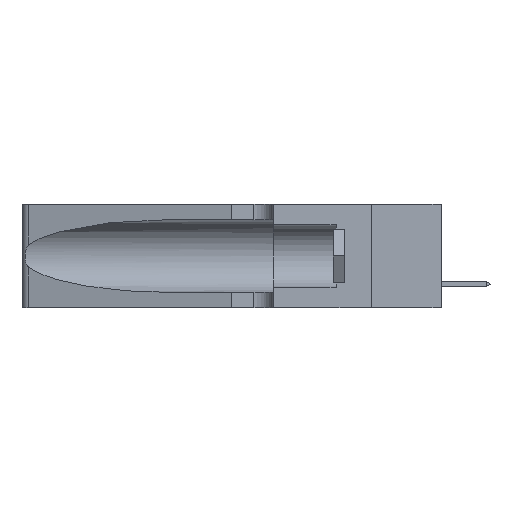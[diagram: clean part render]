
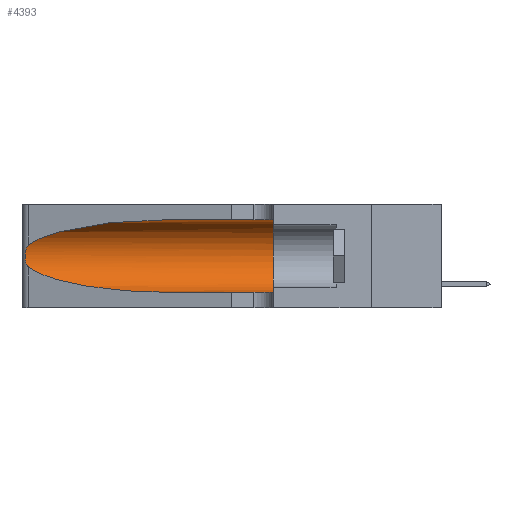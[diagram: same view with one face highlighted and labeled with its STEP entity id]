
A CAD part, left-side view. The second image highlights one B-rep face of the part: STEP entity #4393.
In plain terms, the highlighted cylindrical face has radius 3.308 mm (diameter 6.617 mm), a partial arc.
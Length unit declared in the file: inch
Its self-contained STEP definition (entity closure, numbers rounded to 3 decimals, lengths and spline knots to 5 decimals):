
#249 = CARTESIAN_POINT ( 'NONE',  ( 0.18966, 0.96281, 0.05475 ) ) ;
#397 = CARTESIAN_POINT ( 'NONE',  ( 0.1305, 1.61858, 0.31525 ) ) ;
#2577 = CARTESIAN_POINT ( 'NONE',  ( 0.1305, 1.61858, 0.05475 ) ) ;
#2705 = DIRECTION ( 'NONE',  ( 0., 1., 0. ) ) ;
#2730 = DIRECTION ( 'NONE',  ( 0., -1., 0. ) ) ;
#2972 = CARTESIAN_POINT ( 'NONE',  ( 0.1305, 0.35, 0.31525 ) ) ;
#3945 = DIRECTION ( 'NONE',  ( 0., -1., 0. ) ) ;
#4140 = VERTEX_POINT ( 'NONE', #2972 ) ;
#4393 = ADVANCED_FACE ( 'NONE', ( #27594 ), #36452, .F. ) ;
#5485 = CARTESIAN_POINT ( 'NONE',  ( 0.1305, 0.72297, 0.31525 ) ) ;
#5786 = CARTESIAN_POINT ( 'NONE',  ( 0.25487, 1.22718, 0.14631 ) ) ;
#5876 = DIRECTION ( 'NONE',  ( 0., 0., 1. ) ) ;
#5923 = CARTESIAN_POINT ( 'NONE',  ( 0.25639, 1.23184, 0.21858 ) ) ;
#7183 = EDGE_CURVE ( 'NONE', #4140, #13654, #19342, .T. ) ;
#7703 = CARTESIAN_POINT ( 'NONE',  ( 0.25487, 1.22718, 0.22369 ) ) ;
#7714 = LINE ( 'NONE', #397, #31701 ) ;
#8250 = CARTESIAN_POINT ( 'NONE',  ( 0.1305, 0.72297, 0.05475 ) ) ;
#9088 = CARTESIAN_POINT ( 'NONE',  ( 0.25854, 1.2359, 0.20912 ) ) ;
#9745 = CARTESIAN_POINT ( 'NONE',  ( 0.2373, 1.15595, 0.08982 ) ) ;
#12417 = VERTEX_POINT ( 'NONE', #8250 ) ;
#12524 = CARTESIAN_POINT ( 'NONE',  ( 0.25487, 1.22718, 0.14631 ) ) ;
#12727 = CARTESIAN_POINT ( 'NONE',  ( 0.25487, 1.22718, 0.14631 ) ) ;
#13654 = VERTEX_POINT ( 'NONE', #17097 ) ;
#14261 = VERTEX_POINT ( 'NONE', #25211 ) ;
#14938 = CARTESIAN_POINT ( 'NONE',  ( 0.26075, 1.23896, 0.178 ) ) ;
#15200 = CARTESIAN_POINT ( 'NONE',  ( 0.25856, 1.23593, 0.16098 ) ) ;
#17097 = CARTESIAN_POINT ( 'NONE',  ( 0.1305, 0.35, 0.05475 ) ) ;
#18074 = B_SPLINE_CURVE_WITH_KNOTS ( 'NONE', 3,
 ( #33852, #18343, #5923, #27815, #9088, #24141, #30956, #14938, #34000, #15200, #24544, #21536, #30423, #5786 ),
 .UNSPECIFIED., .F., .F.,
 ( 4, 2, 2, 2, 2, 2, 4 ),
 ( 0., 0.00027, 0.00053, 0.00107, 0.0016, 0.00187, 0.00214 ),
 .UNSPECIFIED. ) ;
#18343 = CARTESIAN_POINT ( 'NONE',  ( 0.25555, 1.22994, 0.2215 ) ) ;
#18625 = ORIENTED_EDGE ( 'NONE', *, *, #24835, .T. ) ;
#18736 = CARTESIAN_POINT ( 'NONE',  ( 0.18966, 0.96281, 0.31525 ) ) ;
#19342 = CIRCLE ( 'NONE', #28811, 0.13025 ) ;
#19547 = DIRECTION ( 'NONE',  ( 0., 0., -1. ) ) ;
#20086 = EDGE_CURVE ( 'NONE', #20667, #34816, #18074, .T. ) ;
#20667 = VERTEX_POINT ( 'NONE', #7703 ) ;
#21536 = CARTESIAN_POINT ( 'NONE',  ( 0.25639, 1.23186, 0.15144 ) ) ;
#22502 = EDGE_CURVE ( 'NONE', #14261, #20667, #23388, .T. ) ;
#22609 = DIRECTION ( 'NONE',  ( 0., -1., 0. ) ) ;
#22658 = ORIENTED_EDGE ( 'NONE', *, *, #20086, .T. ) ;
#23388 =( BOUNDED_CURVE ( )  B_SPLINE_CURVE ( 3, ( #5485, #18736, #37097, #25012 ),
 .UNSPECIFIED., .F., .T. ) 
 B_SPLINE_CURVE_WITH_KNOTS ( ( 4, 4 ),
 ( 1.5708, 2.84003 ),
 .UNSPECIFIED. ) 
 CURVE ( )  GEOMETRIC_REPRESENTATION_ITEM ( )  RATIONAL_B_SPLINE_CURVE ( ( 1., 0.87, 0.87, 1. ) ) 
 REPRESENTATION_ITEM ( '' )  );
#23543 = ORIENTED_EDGE ( 'NONE', *, *, #22502, .T. ) ;
#24141 = CARTESIAN_POINT ( 'NONE',  ( 0.26018, 1.23835, 0.19895 ) ) ;
#24544 = CARTESIAN_POINT ( 'NONE',  ( 0.25789, 1.23486, 0.15765 ) ) ;
#24835 = EDGE_CURVE ( 'NONE', #12417, #13654, #36295, .T. ) ;
#25012 = CARTESIAN_POINT ( 'NONE',  ( 0.25487, 1.22718, 0.22369 ) ) ;
#25211 = CARTESIAN_POINT ( 'NONE',  ( 0.1305, 0.72297, 0.31525 ) ) ;
#26524 = ORIENTED_EDGE ( 'NONE', *, *, #35657, .T. ) ;
#26592 = EDGE_CURVE ( 'NONE', #14261, #4140, #7714, .T. ) ;
#26941 = AXIS2_PLACEMENT_3D ( 'NONE', #35058, #3945, #19547 ) ;
#27594 = FACE_OUTER_BOUND ( 'NONE', #36782, .T. ) ;
#27603 = ORIENTED_EDGE ( 'NONE', *, *, #7183, .F. ) ;
#27815 = CARTESIAN_POINT ( 'NONE',  ( 0.25787, 1.23484, 0.2124 ) ) ;
#28479 = CARTESIAN_POINT ( 'NONE',  ( 0.1305, 0.72297, 0.05475 ) ) ;
#28802 = ORIENTED_EDGE ( 'NONE', *, *, #26592, .F. ) ;
#28811 = AXIS2_PLACEMENT_3D ( 'NONE', #40309, #2705, #5876 ) ;
#30423 = CARTESIAN_POINT ( 'NONE',  ( 0.25555, 1.22993, 0.14849 ) ) ;
#30956 = CARTESIAN_POINT ( 'NONE',  ( 0.26075, 1.23896, 0.19203 ) ) ;
#31701 = VECTOR ( 'NONE', #22609, 39.37008 ) ;
#33338 = VECTOR ( 'NONE', #2730, 39.37008 ) ;
#33852 = CARTESIAN_POINT ( 'NONE',  ( 0.25487, 1.22718, 0.22369 ) ) ;
#34000 = CARTESIAN_POINT ( 'NONE',  ( 0.26017, 1.23833, 0.17102 ) ) ;
#34816 = VERTEX_POINT ( 'NONE', #12524 ) ;
#35058 = CARTESIAN_POINT ( 'NONE',  ( 0.1305, 1.61858, 0.185 ) ) ;
#35657 = EDGE_CURVE ( 'NONE', #34816, #12417, #40035, .T. ) ;
#36295 = LINE ( 'NONE', #2577, #33338 ) ;
#36452 = CYLINDRICAL_SURFACE ( 'NONE', #26941, 0.13025 ) ;
#36782 = EDGE_LOOP ( 'NONE', ( #23543, #22658, #26524, #18625, #27603, #28802 ) ) ;
#37097 = CARTESIAN_POINT ( 'NONE',  ( 0.2373, 1.15595, 0.28018 ) ) ;
#40035 =( BOUNDED_CURVE ( )  B_SPLINE_CURVE ( 3, ( #12727, #9745, #249, #28479 ),
 .UNSPECIFIED., .F., .F. ) 
 B_SPLINE_CURVE_WITH_KNOTS ( ( 4, 4 ),
 ( 3.44316, 4.71239 ),
 .UNSPECIFIED. ) 
 CURVE ( )  GEOMETRIC_REPRESENTATION_ITEM ( )  RATIONAL_B_SPLINE_CURVE ( ( 1., 0.87, 0.87, 1. ) ) 
 REPRESENTATION_ITEM ( '' )  );
#40309 = CARTESIAN_POINT ( 'NONE',  ( 0.1305, 0.35, 0.185 ) ) ;
